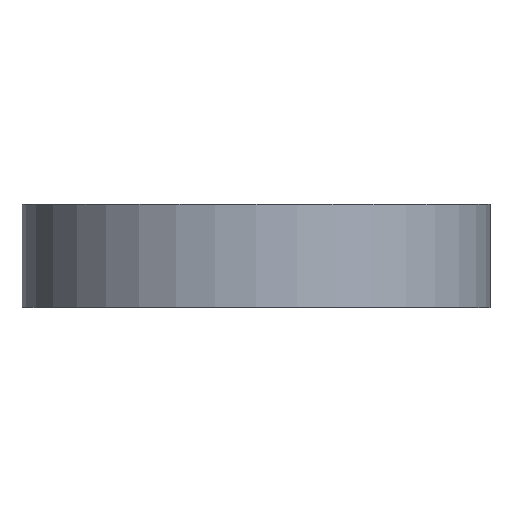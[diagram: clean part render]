
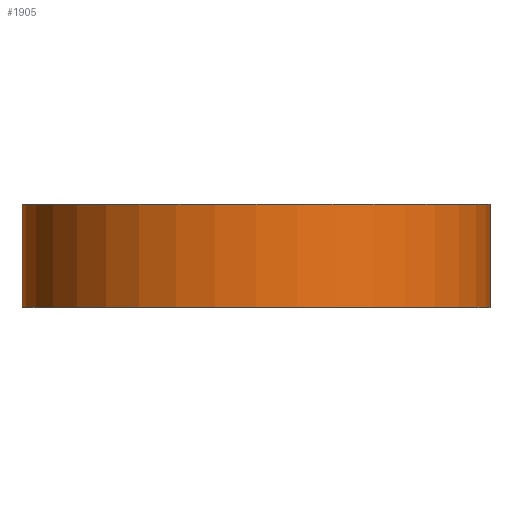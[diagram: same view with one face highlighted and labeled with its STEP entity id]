
A CAD part, top view. The second image highlights one B-rep face of the part: STEP entity #1905.
In plain terms, the highlighted cylindrical face has radius 31.75 mm (diameter 63.5 mm), a partial arc.
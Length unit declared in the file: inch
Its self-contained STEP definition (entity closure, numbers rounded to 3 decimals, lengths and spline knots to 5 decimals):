
#2 = ORIENTED_EDGE ( 'NONE', *, *, #1320, .T. ) ;
#26 = LINE ( 'NONE', #1274, #669 ) ;
#33 = VERTEX_POINT ( 'NONE', #1940 ) ;
#127 = CARTESIAN_POINT ( 'NONE',  ( 1.25, 0., 0. ) ) ;
#147 = CARTESIAN_POINT ( 'NONE',  ( 0., 0.55, 0. ) ) ;
#299 = EDGE_CURVE ( 'NONE', #33, #1596, #26, .T. ) ;
#323 = DIRECTION ( 'NONE',  ( 0., 0., 1. ) ) ;
#383 = CARTESIAN_POINT ( 'NONE',  ( 0., 0., -1.25 ) ) ;
#471 = CARTESIAN_POINT ( 'NONE',  ( 0., 0., 0. ) ) ;
#552 = VECTOR ( 'NONE', #1114, 39.37008 ) ;
#589 = CIRCLE ( 'NONE', #1414, 1.25 ) ;
#615 = LINE ( 'NONE', #1264, #552 ) ;
#616 = AXIS2_PLACEMENT_3D ( 'NONE', #785, #1091, #947 ) ;
#619 = ORIENTED_EDGE ( 'NONE', *, *, #299, .T. ) ;
#642 = DIRECTION ( 'NONE',  ( 0., 0., 1. ) ) ;
#647 = CIRCLE ( 'NONE', #1511, 1.25 ) ;
#669 = VECTOR ( 'NONE', #1157, 39.37008 ) ;
#699 = CYLINDRICAL_SURFACE ( 'NONE', #616, 1.25 ) ;
#785 = CARTESIAN_POINT ( 'NONE',  ( 0., 0.55, 0. ) ) ;
#791 = FACE_OUTER_BOUND ( 'NONE', #1680, .T. ) ;
#947 = DIRECTION ( 'NONE',  ( 0., 0., -1. ) ) ;
#1091 = DIRECTION ( 'NONE',  ( 0., -1., 0. ) ) ;
#1114 = DIRECTION ( 'NONE',  ( 0., -1., 0. ) ) ;
#1157 = DIRECTION ( 'NONE',  ( 0., -1., 0. ) ) ;
#1264 = CARTESIAN_POINT ( 'NONE',  ( 1.25, 0.55, 0. ) ) ;
#1274 = CARTESIAN_POINT ( 'NONE',  ( 0., 0.55, -1.25 ) ) ;
#1276 = DIRECTION ( 'NONE',  ( 0., 1., 0. ) ) ;
#1320 = EDGE_CURVE ( 'NONE', #1596, #1991, #589, .T. ) ;
#1356 = EDGE_CURVE ( 'NONE', #1472, #1991, #615, .T. ) ;
#1374 = EDGE_CURVE ( 'NONE', #33, #1472, #647, .T. ) ;
#1414 = AXIS2_PLACEMENT_3D ( 'NONE', #471, #1548, #642 ) ;
#1443 = ORIENTED_EDGE ( 'NONE', *, *, #1374, .F. ) ;
#1456 = ORIENTED_EDGE ( 'NONE', *, *, #1356, .F. ) ;
#1472 = VERTEX_POINT ( 'NONE', #1573 ) ;
#1511 = AXIS2_PLACEMENT_3D ( 'NONE', #147, #1276, #323 ) ;
#1548 = DIRECTION ( 'NONE',  ( 0., 1., 0. ) ) ;
#1573 = CARTESIAN_POINT ( 'NONE',  ( 1.25, 0.55, 0. ) ) ;
#1596 = VERTEX_POINT ( 'NONE', #383 ) ;
#1680 = EDGE_LOOP ( 'NONE', ( #2, #1456, #1443, #619 ) ) ;
#1905 = ADVANCED_FACE ( 'NONE', ( #791 ), #699, .T. ) ;
#1940 = CARTESIAN_POINT ( 'NONE',  ( 0., 0.55, -1.25 ) ) ;
#1991 = VERTEX_POINT ( 'NONE', #127 ) ;
